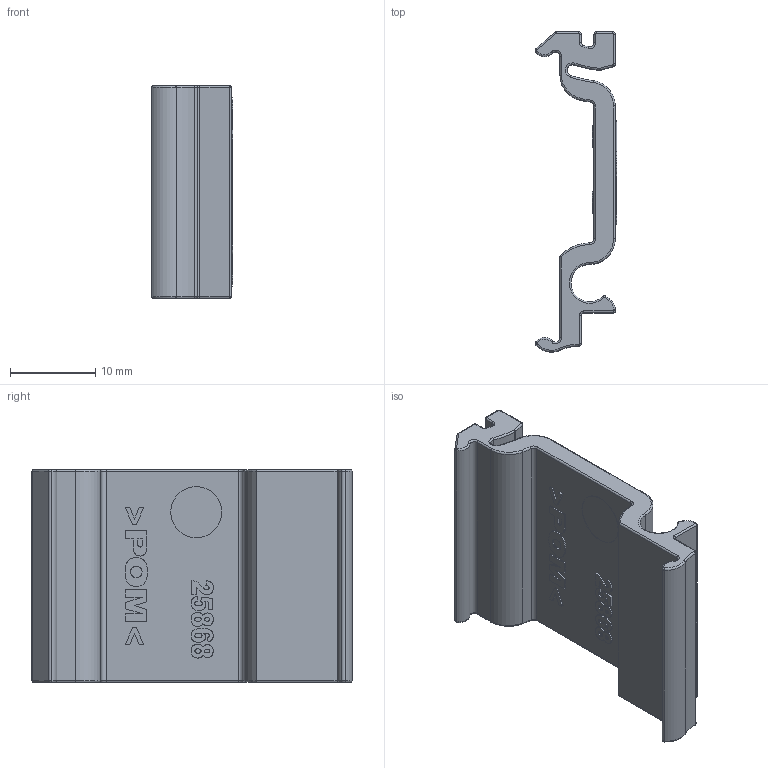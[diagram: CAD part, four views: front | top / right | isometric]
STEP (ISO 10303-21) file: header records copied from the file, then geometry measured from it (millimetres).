
FILE_DESCRIPTION(/* description */ (''),/* implementation_level */ '2;1');
FILE_NAME(/* name */ '13012.stp',/* time_stamp */ '2022-01-27T13:50:58+01:00',/* author */ ('SIMMETF'),/* organization */ (''),/* preprocessor_version */ 'ST-DEVELOPER v18.1',/* originating_system */ 'Autodesk Inventor 2021',/* authorisation */ '');
FILE_SCHEMA (('AUTOMOTIVE_DESIGN { 1 0 10303 214 3 1 1 }'));
Length unit declared in the file: millimetre
Products named in the file (1): 25868
Bounding box: 9.62 x 37.6 x 25 mm (x, y, z)
Volume: 3250.5 mm3; surface area: 3311.1 mm2
Topology: 1 solids, 1 shells, 357 faces, 892 edges, 560 vertices
Faces by surface type: bspline 112, plane 102, cylinder 79, torus 44, cone 14, sphere 6
Full cylindrical faces by diameter (mm): 6 x1
Entity records: 11845 total; most frequent: CARTESIAN_POINT 3797, ORIENTED_EDGE 1784, DIRECTION 1479, EDGE_CURVE 892, VERTEX_POINT 560, AXIS2_PLACEMENT_3D 531, LINE 417, VECTOR 417
